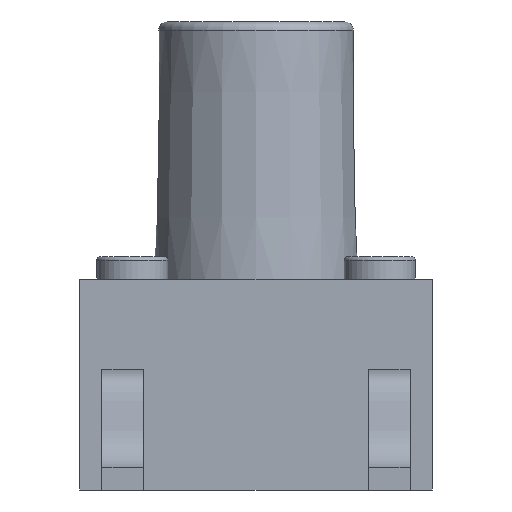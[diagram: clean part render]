
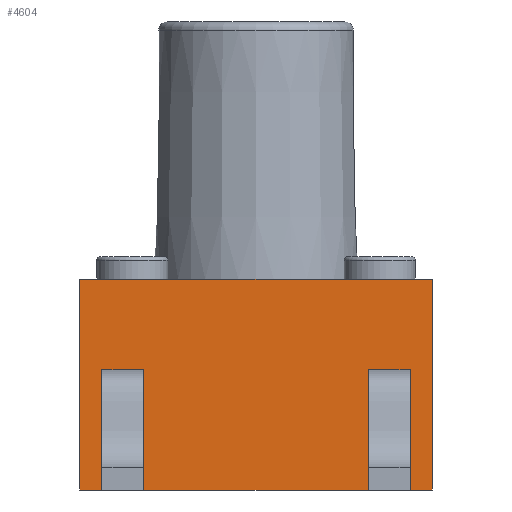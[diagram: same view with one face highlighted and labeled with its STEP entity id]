
A CAD part, left-side view. The second image highlights one B-rep face of the part: STEP entity #4604.
In plain terms, the highlighted planar face has unit normal (-1, 0, 0).
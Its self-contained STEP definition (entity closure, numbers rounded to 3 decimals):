
#66=PLANE('',#4840);
#513=ORIENTED_EDGE('',*,*,#1437,.F.);
#514=ORIENTED_EDGE('',*,*,#1445,.T.);
#515=ORIENTED_EDGE('',*,*,#1442,.T.);
#516=ORIENTED_EDGE('',*,*,#1446,.F.);
#517=ORIENTED_EDGE('',*,*,#1447,.T.);
#518=ORIENTED_EDGE('',*,*,#1448,.T.);
#519=ORIENTED_EDGE('',*,*,#1449,.F.);
#520=ORIENTED_EDGE('',*,*,#1450,.F.);
#521=ORIENTED_EDGE('',*,*,#1451,.T.);
#522=ORIENTED_EDGE('',*,*,#1452,.F.);
#523=ORIENTED_EDGE('',*,*,#1453,.F.);
#524=ORIENTED_EDGE('',*,*,#1454,.T.);
#1437=EDGE_CURVE('',#1904,#1905,#2222,.T.);
#1442=EDGE_CURVE('',#1908,#1909,#2226,.T.);
#1445=EDGE_CURVE('',#1904,#1908,#2227,.T.);
#1446=EDGE_CURVE('',#1905,#1909,#2228,.T.);
#1447=EDGE_CURVE('',#1910,#1911,#2229,.T.);
#1448=EDGE_CURVE('',#1911,#1912,#2230,.T.);
#1449=EDGE_CURVE('',#1913,#1912,#2231,.T.);
#1450=EDGE_CURVE('',#1910,#1913,#2232,.T.);
#1451=EDGE_CURVE('',#1914,#1915,#2233,.T.);
#1452=EDGE_CURVE('',#1916,#1915,#2234,.T.);
#1453=EDGE_CURVE('',#1917,#1916,#2235,.T.);
#1454=EDGE_CURVE('',#1917,#1914,#2236,.T.);
#1904=VERTEX_POINT('',#5582);
#1905=VERTEX_POINT('',#5584);
#1908=VERTEX_POINT('',#5616);
#1909=VERTEX_POINT('',#5617);
#1910=VERTEX_POINT('',#5634);
#1911=VERTEX_POINT('',#5635);
#1912=VERTEX_POINT('',#5637);
#1913=VERTEX_POINT('',#5639);
#1914=VERTEX_POINT('',#5642);
#1915=VERTEX_POINT('',#5643);
#1916=VERTEX_POINT('',#5645);
#1917=VERTEX_POINT('',#5647);
#2222=LINE('',#5583,#2394);
#2226=LINE('',#5615,#2398);
#2227=LINE('',#5631,#2399);
#2228=LINE('',#5632,#2400);
#2229=LINE('',#5633,#2401);
#2230=LINE('',#5636,#2402);
#2231=LINE('',#5638,#2403);
#2232=LINE('',#5640,#2404);
#2233=LINE('',#5641,#2405);
#2234=LINE('',#5644,#2406);
#2235=LINE('',#5646,#2407);
#2236=LINE('',#5648,#2408);
#2394=VECTOR('',#5023,1000.);
#2398=VECTOR('',#5029,1000.);
#2399=VECTOR('',#5032,1000.);
#2400=VECTOR('',#5033,1000.);
#2401=VECTOR('',#5034,1000.);
#2402=VECTOR('',#5035,1000.);
#2403=VECTOR('',#5036,1000.);
#2404=VECTOR('',#5037,1000.);
#2405=VECTOR('',#5038,1000.);
#2406=VECTOR('',#5039,1000.);
#2407=VECTOR('',#5040,1000.);
#2408=VECTOR('',#5041,1000.);
#2568=EDGE_LOOP('',(#513,#514,#515,#516));
#2569=EDGE_LOOP('',(#517,#518,#519,#520));
#2570=EDGE_LOOP('',(#521,#522,#523,#524));
#2816=FACE_BOUND('',#2568,.T.);
#2817=FACE_BOUND('',#2569,.T.);
#2818=FACE_BOUND('',#2570,.T.);
#4604=ADVANCED_FACE('',(#2816,#2817,#2818),#66,.T.);
#4840=AXIS2_PLACEMENT_3D('',#5630,#5030,#5031);
#5023=DIRECTION('',(0.,-1.,0.));
#5029=DIRECTION('',(0.,-1.,0.));
#5030=DIRECTION('',(-1.,0.,0.));
#5031=DIRECTION('',(0.,0.,1.));
#5032=DIRECTION('',(0.,0.,1.));
#5033=DIRECTION('',(0.,0.,1.));
#5034=DIRECTION('',(0.,1.,0.));
#5035=DIRECTION('',(0.,0.,-1.));
#5036=DIRECTION('',(0.,1.,0.));
#5037=DIRECTION('',(0.,0.,-1.));
#5038=DIRECTION('',(0.,-1.,0.));
#5039=DIRECTION('',(0.,0.,1.));
#5040=DIRECTION('',(0.,-1.,0.));
#5041=DIRECTION('',(0.,0.,1.));
#5582=CARTESIAN_POINT('',(-3.016,-1.924,1.664));
#5583=CARTESIAN_POINT('',(-3.016,3.016,1.664));
#5584=CARTESIAN_POINT('',(-3.016,-2.635,1.664));
#5615=CARTESIAN_POINT('',(-3.016,3.016,2.055));
#5616=CARTESIAN_POINT('',(-3.016,-1.924,2.055));
#5617=CARTESIAN_POINT('',(-3.016,-2.635,2.055));
#5630=CARTESIAN_POINT('',(-3.016,-3.016,3.607));
#5631=CARTESIAN_POINT('',(-3.016,-1.924,-4.383));
#5632=CARTESIAN_POINT('',(-3.016,-2.635,-4.383));
#5633=CARTESIAN_POINT('',(-3.016,-3.016,3.607));
#5634=CARTESIAN_POINT('',(-3.016,-3.016,3.607));
#5635=CARTESIAN_POINT('',(-3.016,3.016,3.607));
#5636=CARTESIAN_POINT('',(-3.016,3.016,3.607));
#5637=CARTESIAN_POINT('',(-3.016,3.016,0.));
#5638=CARTESIAN_POINT('',(-3.016,-3.016,0.));
#5639=CARTESIAN_POINT('',(-3.016,-3.016,0.));
#5640=CARTESIAN_POINT('',(-3.016,-3.016,3.607));
#5641=CARTESIAN_POINT('',(-3.016,3.016,2.055));
#5642=CARTESIAN_POINT('',(-3.016,2.635,2.055));
#5643=CARTESIAN_POINT('',(-3.016,1.924,2.055));
#5644=CARTESIAN_POINT('',(-3.016,1.924,-4.383));
#5645=CARTESIAN_POINT('',(-3.016,1.924,1.664));
#5646=CARTESIAN_POINT('',(-3.016,3.016,1.664));
#5647=CARTESIAN_POINT('',(-3.016,2.635,1.664));
#5648=CARTESIAN_POINT('',(-3.016,2.635,-4.383));
